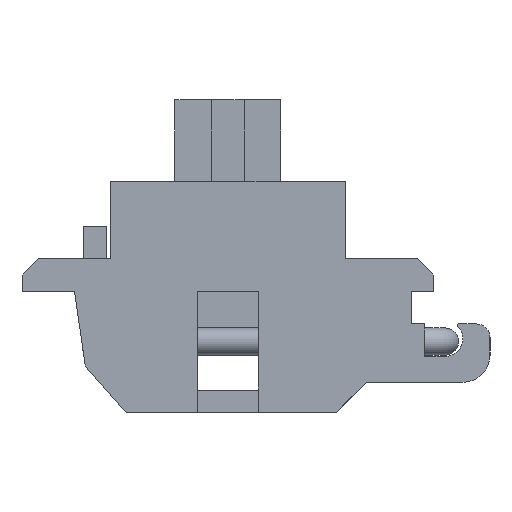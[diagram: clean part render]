
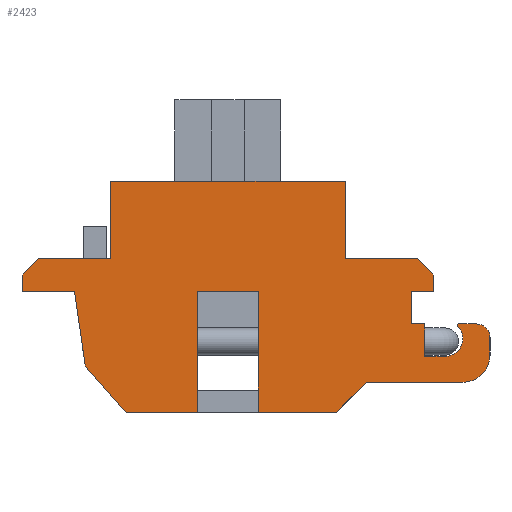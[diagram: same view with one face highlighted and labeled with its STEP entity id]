
A CAD part, left-side view. The second image highlights one B-rep face of the part: STEP entity #2423.
In plain terms, the highlighted planar face has unit normal (-1, 0, 0).
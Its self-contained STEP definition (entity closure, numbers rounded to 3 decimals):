
#56=CIRCLE('',#2583,1.);
#57=CIRCLE('',#2584,0.5);
#58=CIRCLE('',#2585,0.05);
#59=CIRCLE('',#2586,0.651);
#124=FACE_OUTER_BOUND('',#243,.T.);
#243=EDGE_LOOP('',(#1855,#1856,#1857,#1858,#1859,#1860,#1861,#1862,#1863,
#1864,#1865,#1866,#1867,#1868,#1869,#1870,#1871,#1872,#1873,#1874,#1875,
#1876,#1877,#1878,#1879,#1880,#1881,#1882,#1883,#1884));
#321=LINE('',#3329,#648);
#342=LINE('',#3370,#669);
#359=LINE('',#3407,#686);
#377=LINE('',#3447,#704);
#406=LINE('',#3512,#733);
#408=LINE('',#3516,#735);
#413=LINE('',#3527,#740);
#419=LINE('',#3539,#746);
#422=LINE('',#3545,#749);
#429=LINE('',#3560,#756);
#435=LINE('',#3572,#762);
#441=LINE('',#3584,#768);
#447=LINE('',#3596,#774);
#489=LINE('',#3685,#816);
#493=LINE('',#3693,#820);
#497=LINE('',#3700,#824);
#499=LINE('',#3704,#826);
#500=LINE('',#3706,#827);
#501=LINE('',#3708,#828);
#502=LINE('',#3712,#829);
#503=LINE('',#3716,#830);
#504=LINE('',#3721,#831);
#505=LINE('',#3723,#832);
#506=LINE('',#3724,#833);
#507=LINE('',#3726,#834);
#508=LINE('',#3727,#835);
#648=VECTOR('',#2692,10.);
#669=VECTOR('',#2715,10.);
#686=VECTOR('',#2742,10.);
#704=VECTOR('',#2776,10.);
#733=VECTOR('',#2837,10.);
#735=VECTOR('',#2841,10.);
#740=VECTOR('',#2852,10.);
#746=VECTOR('',#2862,10.);
#749=VECTOR('',#2867,10.);
#756=VECTOR('',#2878,10.);
#762=VECTOR('',#2888,10.);
#768=VECTOR('',#2898,10.);
#774=VECTOR('',#2908,10.);
#816=VECTOR('',#2976,10.);
#820=VECTOR('',#2982,10.);
#824=VECTOR('',#2988,10.);
#826=VECTOR('',#2992,10.);
#827=VECTOR('',#2993,10.);
#828=VECTOR('',#2994,10.);
#829=VECTOR('',#2997,10.);
#830=VECTOR('',#3000,10.);
#831=VECTOR('',#3005,10.);
#832=VECTOR('',#3006,10.);
#833=VECTOR('',#3007,10.);
#834=VECTOR('',#3008,10.);
#835=VECTOR('',#3009,10.);
#972=VERTEX_POINT('',#3326);
#973=VERTEX_POINT('',#3328);
#992=VERTEX_POINT('',#3368);
#1006=VERTEX_POINT('',#3404);
#1007=VERTEX_POINT('',#3406);
#1021=VERTEX_POINT('',#3445);
#1041=VERTEX_POINT('',#3510);
#1042=VERTEX_POINT('',#3514);
#1045=VERTEX_POINT('',#3526);
#1049=VERTEX_POINT('',#3538);
#1051=VERTEX_POINT('',#3544);
#1057=VERTEX_POINT('',#3559);
#1061=VERTEX_POINT('',#3571);
#1065=VERTEX_POINT('',#3583);
#1069=VERTEX_POINT('',#3595);
#1102=VERTEX_POINT('',#3682);
#1103=VERTEX_POINT('',#3684);
#1106=VERTEX_POINT('',#3692);
#1108=VERTEX_POINT('',#3699);
#1109=VERTEX_POINT('',#3703);
#1110=VERTEX_POINT('',#3705);
#1111=VERTEX_POINT('',#3707);
#1112=VERTEX_POINT('',#3709);
#1113=VERTEX_POINT('',#3711);
#1114=VERTEX_POINT('',#3713);
#1115=VERTEX_POINT('',#3715);
#1116=VERTEX_POINT('',#3717);
#1117=VERTEX_POINT('',#3719);
#1118=VERTEX_POINT('',#3722);
#1119=VERTEX_POINT('',#3725);
#1209=EDGE_CURVE('',#973,#972,#321,.T.);
#1230=EDGE_CURVE('',#972,#992,#342,.T.);
#1247=EDGE_CURVE('',#1007,#1006,#359,.T.);
#1268=EDGE_CURVE('',#992,#1021,#377,.T.);
#1302=EDGE_CURVE('',#1021,#1041,#406,.T.);
#1304=EDGE_CURVE('',#1006,#1042,#408,.T.);
#1309=EDGE_CURVE('',#1045,#973,#413,.T.);
#1315=EDGE_CURVE('',#1045,#1049,#419,.T.);
#1318=EDGE_CURVE('',#1051,#1049,#422,.T.);
#1325=EDGE_CURVE('',#1057,#1051,#429,.T.);
#1331=EDGE_CURVE('',#1061,#1057,#435,.T.);
#1337=EDGE_CURVE('',#1065,#1061,#441,.T.);
#1343=EDGE_CURVE('',#1069,#1065,#447,.T.);
#1389=EDGE_CURVE('',#1103,#1102,#489,.T.);
#1393=EDGE_CURVE('',#1106,#1103,#493,.T.);
#1397=EDGE_CURVE('',#1108,#1106,#497,.T.);
#1399=EDGE_CURVE('',#1102,#1109,#499,.T.);
#1400=EDGE_CURVE('',#1109,#1110,#500,.T.);
#1401=EDGE_CURVE('',#1110,#1111,#501,.T.);
#1402=EDGE_CURVE('',#1112,#1111,#56,.T.);
#1403=EDGE_CURVE('',#1112,#1113,#502,.T.);
#1404=EDGE_CURVE('',#1114,#1113,#57,.T.);
#1405=EDGE_CURVE('',#1114,#1115,#503,.T.);
#1406=EDGE_CURVE('',#1116,#1115,#58,.T.);
#1407=EDGE_CURVE('',#1116,#1117,#59,.T.);
#1408=EDGE_CURVE('',#1117,#1069,#504,.T.);
#1409=EDGE_CURVE('',#1118,#1041,#505,.T.);
#1410=EDGE_CURVE('',#1118,#1007,#506,.T.);
#1411=EDGE_CURVE('',#1042,#1119,#507,.T.);
#1412=EDGE_CURVE('',#1119,#1108,#508,.T.);
#1855=ORIENTED_EDGE('',*,*,#1397,.T.);
#1856=ORIENTED_EDGE('',*,*,#1393,.T.);
#1857=ORIENTED_EDGE('',*,*,#1389,.T.);
#1858=ORIENTED_EDGE('',*,*,#1399,.T.);
#1859=ORIENTED_EDGE('',*,*,#1400,.T.);
#1860=ORIENTED_EDGE('',*,*,#1401,.T.);
#1861=ORIENTED_EDGE('',*,*,#1402,.F.);
#1862=ORIENTED_EDGE('',*,*,#1403,.T.);
#1863=ORIENTED_EDGE('',*,*,#1404,.F.);
#1864=ORIENTED_EDGE('',*,*,#1405,.T.);
#1865=ORIENTED_EDGE('',*,*,#1406,.F.);
#1866=ORIENTED_EDGE('',*,*,#1407,.T.);
#1867=ORIENTED_EDGE('',*,*,#1408,.T.);
#1868=ORIENTED_EDGE('',*,*,#1343,.T.);
#1869=ORIENTED_EDGE('',*,*,#1337,.T.);
#1870=ORIENTED_EDGE('',*,*,#1331,.T.);
#1871=ORIENTED_EDGE('',*,*,#1325,.T.);
#1872=ORIENTED_EDGE('',*,*,#1318,.T.);
#1873=ORIENTED_EDGE('',*,*,#1315,.F.);
#1874=ORIENTED_EDGE('',*,*,#1309,.T.);
#1875=ORIENTED_EDGE('',*,*,#1209,.T.);
#1876=ORIENTED_EDGE('',*,*,#1230,.T.);
#1877=ORIENTED_EDGE('',*,*,#1268,.T.);
#1878=ORIENTED_EDGE('',*,*,#1302,.T.);
#1879=ORIENTED_EDGE('',*,*,#1409,.F.);
#1880=ORIENTED_EDGE('',*,*,#1410,.T.);
#1881=ORIENTED_EDGE('',*,*,#1247,.T.);
#1882=ORIENTED_EDGE('',*,*,#1304,.T.);
#1883=ORIENTED_EDGE('',*,*,#1411,.T.);
#1884=ORIENTED_EDGE('',*,*,#1412,.T.);
#2313=PLANE('',#2582);
#2423=ADVANCED_FACE('',(#124),#2313,.T.);
#2582=AXIS2_PLACEMENT_3D('',#3702,#2990,#2991);
#2583=AXIS2_PLACEMENT_3D('',#3710,#2995,#2996);
#2584=AXIS2_PLACEMENT_3D('',#3714,#2998,#2999);
#2585=AXIS2_PLACEMENT_3D('',#3718,#3001,#3002);
#2586=AXIS2_PLACEMENT_3D('',#3720,#3003,#3004);
#2692=DIRECTION('',(0.,0.,1.));
#2715=DIRECTION('',(0.,1.,0.));
#2742=DIRECTION('',(0.,-1.,0.));
#2776=DIRECTION('',(0.,0.,-1.));
#2837=DIRECTION('',(0.,1.,0.));
#2841=DIRECTION('',(0.,-0.144,-0.99));
#2852=DIRECTION('',(0.,1.,0.));
#2862=DIRECTION('',(0.,-0.707,-0.707));
#2867=DIRECTION('',(0.,0.,1.));
#2878=DIRECTION('',(0.,-1.,0.));
#2888=DIRECTION('',(0.,0.,1.));
#2898=DIRECTION('',(0.,1.,0.));
#2908=DIRECTION('',(0.,0.,1.));
#2976=DIRECTION('',(0.,0.,-1.));
#2982=DIRECTION('',(0.,-1.,0.));
#2988=DIRECTION('',(0.,0.,1.));
#2990=DIRECTION('center_axis',(-1.,0.,0.));
#2991=DIRECTION('ref_axis',(0.,0.,1.));
#2992=DIRECTION('',(0.,-1.,0.));
#2993=DIRECTION('',(0.,-0.707,0.707));
#2994=DIRECTION('',(0.,-1.,0.));
#2995=DIRECTION('center_axis',(1.,0.,0.));
#2996=DIRECTION('ref_axis',(0.,-0.707,-0.707));
#2997=DIRECTION('',(0.,0.,1.));
#2998=DIRECTION('center_axis',(1.,0.,0.));
#2999=DIRECTION('ref_axis',(0.,-0.707,0.707));
#3000=DIRECTION('',(0.,1.,0.));
#3001=DIRECTION('center_axis',(1.,0.,0.));
#3002=DIRECTION('ref_axis',(0.,0.925,0.38));
#3003=DIRECTION('center_axis',(1.,0.,0.));
#3004=DIRECTION('ref_axis',(0.,-0.54,0.842));
#3005=DIRECTION('',(0.,1.,0.));
#3006=DIRECTION('',(0.,-0.707,0.707));
#3007=DIRECTION('',(0.,0.,-1.));
#3008=DIRECTION('',(0.,-0.662,-0.75));
#3009=DIRECTION('',(0.,-1.,0.));
#3326=CARTESIAN_POINT('',(-2.925,-4.325,8.5));
#3328=CARTESIAN_POINT('',(-2.925,-4.325,5.65));
#3329=CARTESIAN_POINT('',(-2.925,-4.325,5.65));
#3368=CARTESIAN_POINT('',(-2.925,4.325,8.5));
#3370=CARTESIAN_POINT('',(-2.925,-4.325,8.5));
#3404=CARTESIAN_POINT('',(-2.925,5.65,4.45));
#3406=CARTESIAN_POINT('',(-2.925,7.58,4.45));
#3407=CARTESIAN_POINT('',(-2.925,7.58,4.45));
#3445=CARTESIAN_POINT('',(-2.925,4.325,5.65));
#3447=CARTESIAN_POINT('',(-2.925,4.325,8.5));
#3510=CARTESIAN_POINT('',(-2.925,6.98,5.65));
#3512=CARTESIAN_POINT('',(-2.925,4.325,5.65));
#3514=CARTESIAN_POINT('',(-2.925,5.25,1.7));
#3516=CARTESIAN_POINT('',(-2.925,5.25,1.7));
#3526=CARTESIAN_POINT('',(-2.925,-6.98,5.65));
#3527=CARTESIAN_POINT('',(-2.925,-7.58,5.65));
#3538=CARTESIAN_POINT('',(-2.925,-7.58,5.05));
#3539=CARTESIAN_POINT('',(-2.925,-5.994,6.636));
#3544=CARTESIAN_POINT('',(-2.925,-7.58,4.45));
#3545=CARTESIAN_POINT('',(-2.925,-7.58,4.45));
#3559=CARTESIAN_POINT('',(-2.925,-6.75,4.45));
#3560=CARTESIAN_POINT('',(-2.925,-6.75,4.45));
#3571=CARTESIAN_POINT('',(-2.925,-6.75,3.25));
#3572=CARTESIAN_POINT('',(-2.925,-6.75,3.25));
#3583=CARTESIAN_POINT('',(-2.925,-7.25,3.25));
#3584=CARTESIAN_POINT('',(-2.925,-9.65,3.25));
#3595=CARTESIAN_POINT('',(-2.925,-7.25,2.05));
#3596=CARTESIAN_POINT('',(-2.925,-7.25,3.15));
#3682=CARTESIAN_POINT('',(-2.925,-1.125,0.));
#3684=CARTESIAN_POINT('',(-2.925,-1.125,4.45));
#3685=CARTESIAN_POINT('',(-2.925,-1.125,4.35));
#3692=CARTESIAN_POINT('',(-2.925,1.125,4.45));
#3693=CARTESIAN_POINT('',(-2.925,0.045,4.45));
#3699=CARTESIAN_POINT('',(-2.925,1.125,0.));
#3700=CARTESIAN_POINT('',(-2.925,1.125,2.125));
#3702=CARTESIAN_POINT('Origin',(-2.925,-1.035,4.25));
#3703=CARTESIAN_POINT('',(-2.925,-4.,0.));
#3704=CARTESIAN_POINT('',(-2.925,3.75,0.));
#3705=CARTESIAN_POINT('',(-2.925,-5.1,1.1));
#3706=CARTESIAN_POINT('',(-2.925,-4.,0.));
#3707=CARTESIAN_POINT('',(-2.925,-8.65,1.1));
#3708=CARTESIAN_POINT('',(-2.925,-5.1,1.1));
#3709=CARTESIAN_POINT('',(-2.925,-9.65,2.1));
#3710=CARTESIAN_POINT('Origin',(-2.925,-8.65,2.1));
#3711=CARTESIAN_POINT('',(-2.925,-9.65,2.75));
#3712=CARTESIAN_POINT('',(-2.925,-9.65,1.1));
#3713=CARTESIAN_POINT('',(-2.925,-9.15,3.25));
#3714=CARTESIAN_POINT('Origin',(-2.925,-9.15,2.75));
#3715=CARTESIAN_POINT('',(-2.925,-8.492,3.25));
#3716=CARTESIAN_POINT('',(-2.925,-9.65,3.25));
#3717=CARTESIAN_POINT('',(-2.925,-8.457,3.164));
#3718=CARTESIAN_POINT('Origin',(-2.925,-8.492,3.2));
#3719=CARTESIAN_POINT('',(-2.925,-7.999,2.05));
#3720=CARTESIAN_POINT('Origin',(-2.925,-7.999,2.701));
#3721=CARTESIAN_POINT('',(-2.925,-4.517,2.05));
#3722=CARTESIAN_POINT('',(-2.925,7.58,5.05));
#3723=CARTESIAN_POINT('',(-2.925,5.476,7.154));
#3724=CARTESIAN_POINT('',(-2.925,7.58,5.65));
#3725=CARTESIAN_POINT('',(-2.925,3.75,0.));
#3726=CARTESIAN_POINT('',(-2.925,5.25,1.7));
#3727=CARTESIAN_POINT('',(-2.925,3.75,0.));
